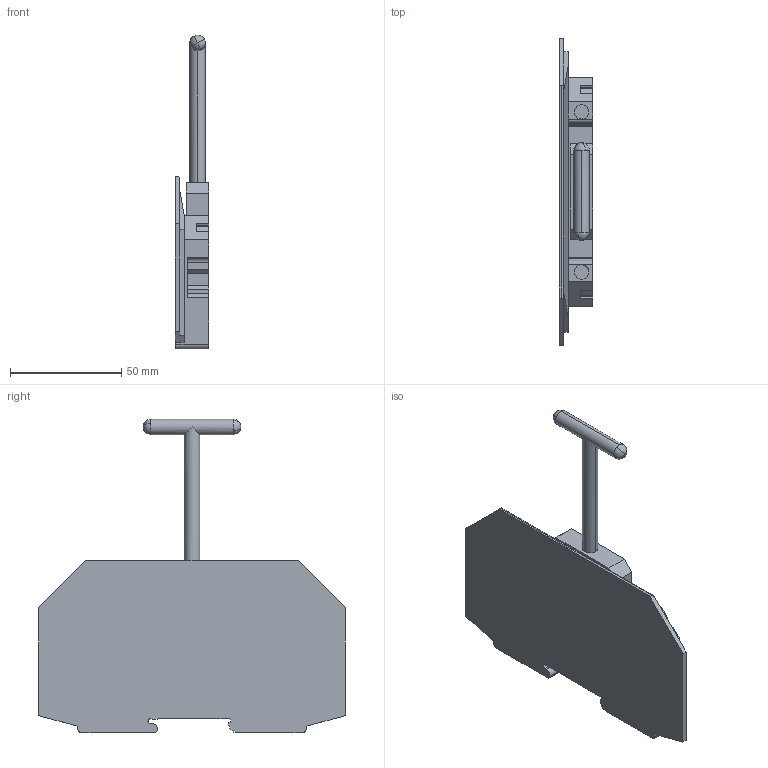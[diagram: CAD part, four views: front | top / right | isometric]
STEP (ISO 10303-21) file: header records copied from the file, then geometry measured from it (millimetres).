
FILE_DESCRIPTION(('CATIA V5R24 STEP','CAx-IF Rec.Pracs.--- Model Styling and Organization---1.2---2011-12-15'),'2;1');
FILE_NAME ('D1463986_0', '2017-12-15T12:43:31+00:00', ('Weidmueller Interface'), ('Weidmueller'), 'CATIA Version 5-6 Release 2014 SP4 HF52', 'CATIA V5 STEP AP214', 'none');
FILE_SCHEMA(('AUTOMOTIVE_DESIGN { 1 0 10303 214 1 1 1 1 }'));
Length unit declared in the file: millimetre
Products named in the file (1): v5-standard_part
Bounding box: 15 x 138 x 141 mm (x, y, z)
Volume: 104557.3 mm3; surface area: 31695 mm2
Topology: 2 solids, 3 shells, 156 faces, 453 edges, 298 vertices
Faces by surface type: plane 104, cylinder 43, sphere 8, extrusion 1
Entity records: 5116 total; most frequent: CARTESIAN_POINT 1076, ORIENTED_EDGE 886, DIRECTION 697, EDGE_CURVE 443, VECTOR 317, LINE 316, VERTEX_POINT 297, AXIS2_PLACEMENT_3D 245
